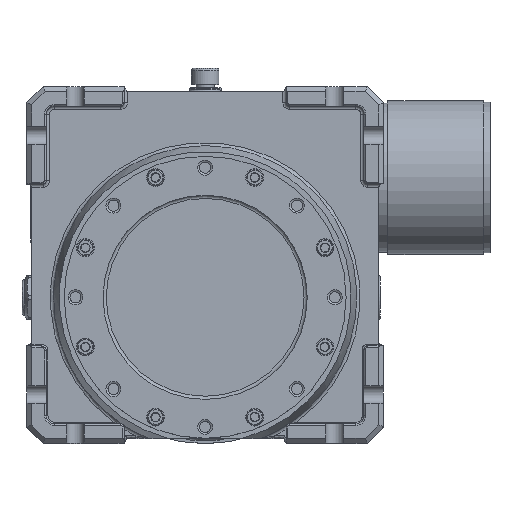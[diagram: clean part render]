
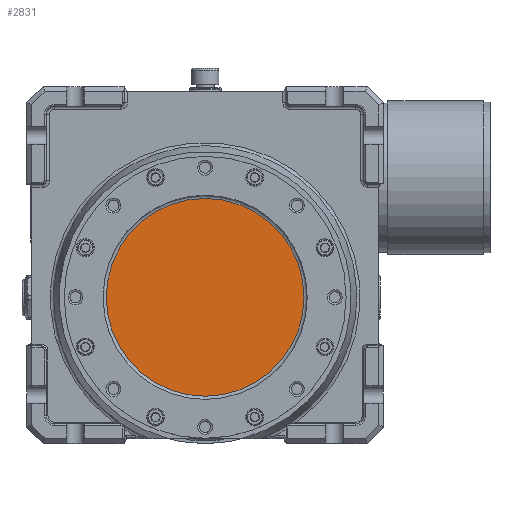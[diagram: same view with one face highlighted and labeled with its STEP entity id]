
A CAD part, top view. The second image highlights one B-rep face of the part: STEP entity #2831.
In plain terms, the highlighted planar face has unit normal (0, 0, 1).
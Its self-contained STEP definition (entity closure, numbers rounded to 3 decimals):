
#2831 = ADVANCED_FACE( '', ( #6236 ), #6237, .F. );
#6236 = FACE_OUTER_BOUND( '', #15672, .T. );
#6237 = PLANE( '', #15673 );
#15672 = EDGE_LOOP( '', ( #24488 ) );
#15673 = AXIS2_PLACEMENT_3D( '', #24489, #24490, #24491 );
#24488 = ORIENTED_EDGE( '', *, *, #28877, .T. );
#24489 = CARTESIAN_POINT( '', ( 804.875, 703.308, 128. ) );
#24490 = DIRECTION( '', ( 0., 0., -1. ) );
#24491 = DIRECTION( '', ( 0., 1., 0. ) );
#28877 = EDGE_CURVE( '', #33470, #33470, #33471, .T. );
#33470 = VERTEX_POINT( '', #56704 );
#33471 = CIRCLE( '', #56705, 61. );
#56704 = CARTESIAN_POINT( '', ( 804.875, 733.808, 128. ) );
#56705 = AXIS2_PLACEMENT_3D( '', #60617, #60618, #60619 );
#60617 = CARTESIAN_POINT( '', ( 804.875, 672.808, 128. ) );
#60618 = DIRECTION( '', ( 0., 0., 1. ) );
#60619 = DIRECTION( '', ( 0., 1., 0. ) );
